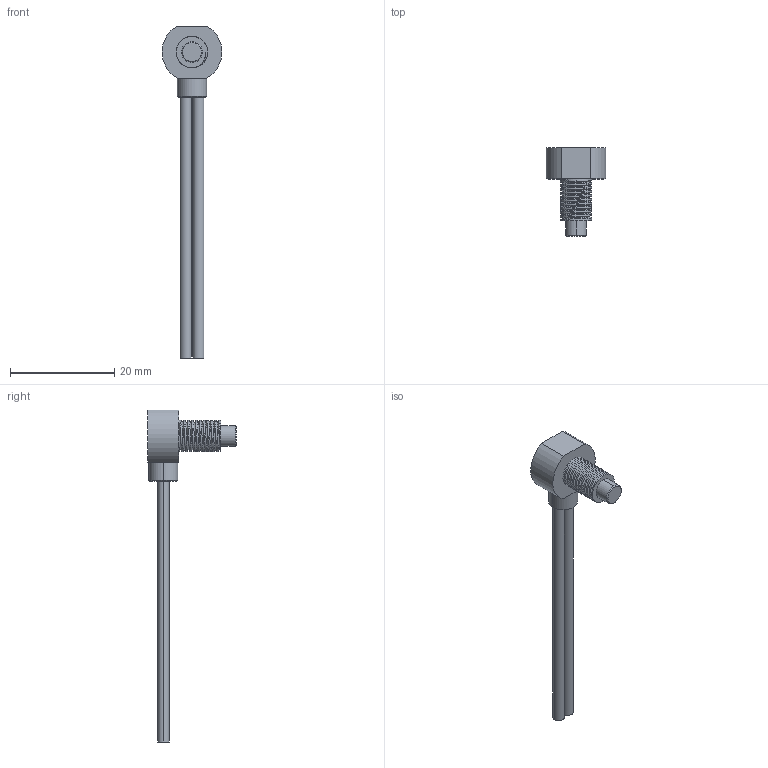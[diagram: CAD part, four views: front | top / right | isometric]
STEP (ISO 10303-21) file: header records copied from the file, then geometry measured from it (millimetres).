
FILE_DESCRIPTION((''),'2;1');
FILE_NAME('PRT0001','2020-04-16T',('Gavin'),(''),'PRO/ENGINEER BY PARAMETRIC TECHNOLOGY CORPORATION, 2009440','PRO/ENGINEER BY PARAMETRIC TECHNOLOGY CORPORATION, 2009440','');
FILE_SCHEMA(('CONFIG_CONTROL_DESIGN'));
Length unit declared in the file: millimetre
Products named in the file (1): PRT0001
Bounding box: 11.46 x 17 x 63.7 mm (x, y, z)
Volume: 1309.8 mm3; surface area: 1421.8 mm2
Topology: 1 solids, 1 shells, 54 faces, 132 edges, 85 vertices
Faces by surface type: cylinder 32, plane 11, bspline 7, cone 4
Entity records: 3602 total; most frequent: CARTESIAN_POINT 2388, ORIENTED_EDGE 264, DIRECTION 202, EDGE_CURVE 132, VERTEX_POINT 85, AXIS2_PLACEMENT_3D 75, EDGE_LOOP 59, FACE_OUTER_BOUND 54
